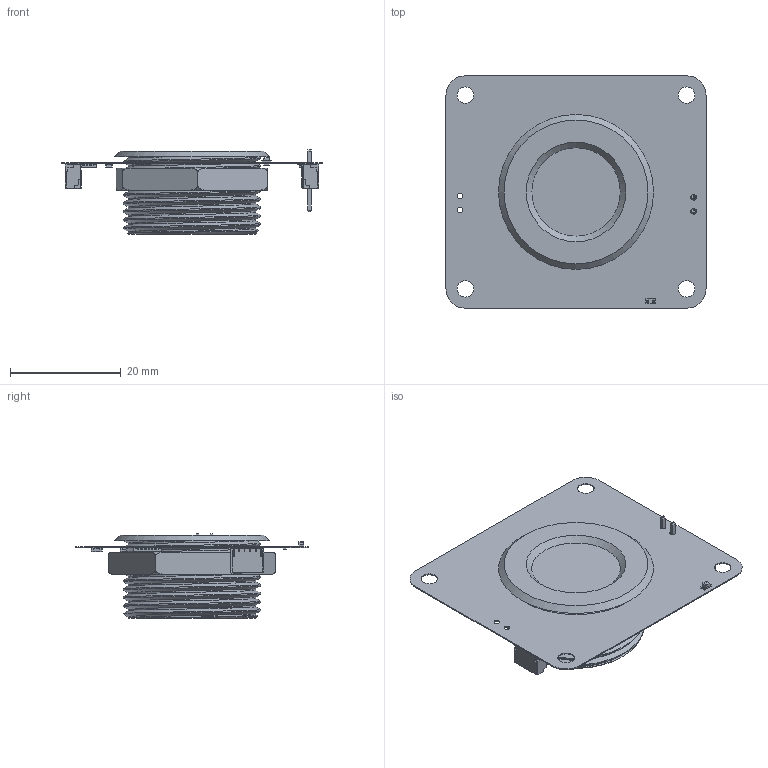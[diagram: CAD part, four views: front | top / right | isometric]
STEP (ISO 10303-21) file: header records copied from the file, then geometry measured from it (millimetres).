
FILE_DESCRIPTION(('Open CASCADE Model'),'2;1');
FILE_NAME('Open CASCADE Shape Model','2025-07-15T08:42:00',('Author'),( 'Open CASCADE'),'Open CASCADE STEP processor 7.5','Open CASCADE 7.5' ,'Unknown');
FILE_SCHEMA(('AUTOMOTIVE_DESIGN { 1 0 10303 214 1 1 1 1 }'));
Length unit declared in the file: millimetre
Products named in the file (48): PCB; Board; Open CASCADE STEP translator 7.5 1.1.1; J4; Conn_SAMTEC_TSW-102-07-L-S_eec; TSW-102-07-L-S_body; T-1S6-07-TSW-1-07-2-S; Samtec; C3; C0402; C4; 0805 SMD Capacitor; J3; Conn_JST_BM06B-SRSS-TBT_LF_SN_eec; body; terminal; mtn; mtn_MIR; logo; C1; C2; R4; User Library-R SMD 0402; User Library-R SMD 0402_0402 BODY; User Library-R SMD 0402_0402 PAD; User Library-R SMD 0402_0402 OPIS; D; DUELink-Connector-BM04B-SRSS-TB; U; DUELink-U-Connector-BM04B-SRSS-TB; STAT1; 0603 LED Green; Solid1; Solid4; Free-Models; R503_M25x15 v3; Silicon; Component4; Nut; Case ...
Assembly tree (50 placements, depth 4):
  PCB
    Board
      Open CASCADE STEP translator 7.5 1.1.1
    J4
      Conn_SAMTEC_TSW-102-07-L-S_eec
        TSW-102-07-L-S_body
        T-1S6-07-TSW-1-07-2-S
        Samtec
    C3
      C0402
    C4
      0805 SMD Capacitor
    J3
      Conn_JST_BM06B-SRSS-TBT_LF_SN_eec
        body
        terminal
        mtn
        mtn_MIR
        logo
    C1
      C0402
    C2
      0805 SMD Capacitor
    R4
      User Library-R SMD 0402
        User Library-R SMD 0402_0402 BODY
        User Library-R SMD 0402_0402 PAD  x2
        User Library-R SMD 0402_0402 OPIS
    D
      DUELink-Connector-BM04B-SRSS-TB
    U
      DUELink-U-Connector-BM04B-SRSS-TB
    STAT1
      0603 LED Green
        Solid1
        Solid4
        Solid1
        Solid1
        Solid4
        Solid1
        Solid1
        Solid1
    Free-Models
      R503_M25x15 v3
        Silicon
        Component4
        Nut
        Case
        FPS
      STM32-QFN32
Bounding box: 47 x 42 x 15.34 mm (x, y, z)
Volume: 4557 mm3; surface area: 10403.1 mm2
Topology: 120 solids, 120 shells, 2764 faces, 7957 edges, 6880 vertices
Faces by surface type: plane 1437, cylinder 717, bspline 315, sphere 158, torus 118, revolution 16, cone 3
Full cylindrical faces by diameter (mm): 1 x4, 1.016 x2, 1.02 x2, 3 x4, 16 x1, 20 x1, 21.633 x1, 23 x1, 23.132 x8, 23.526 x2, 24.85 x8, 25.208 x2, 26 x1
Entity records: 103539 total; most frequent: CARTESIAN_POINT 29674, DIRECTION 13351, ORIENTED_EDGE 12210, EDGE_CURVE 6105, LINE 5445, VECTOR 5445, AXIS2_PLACEMENT_3D 3949, VERTEX_POINT 3784
